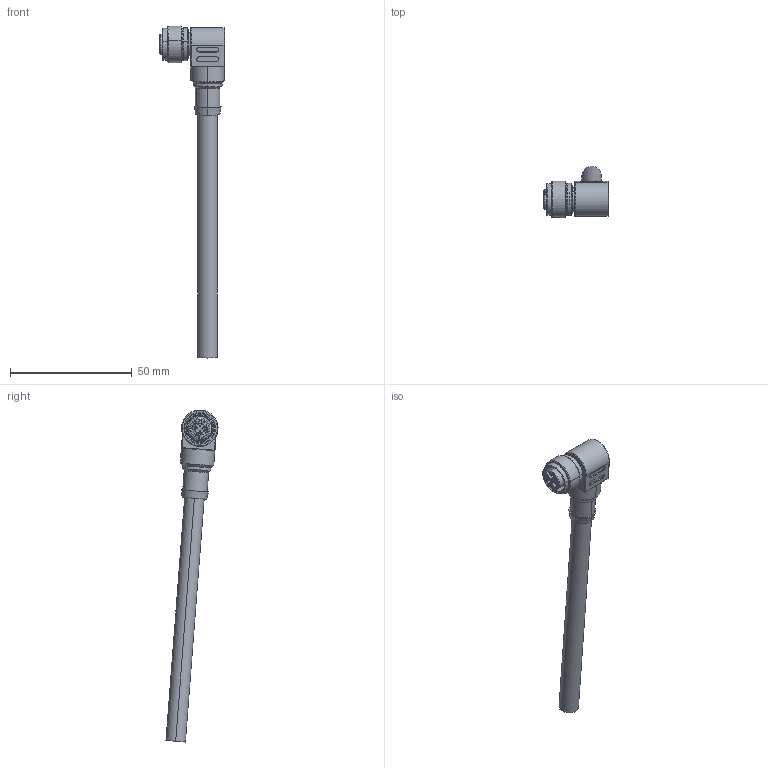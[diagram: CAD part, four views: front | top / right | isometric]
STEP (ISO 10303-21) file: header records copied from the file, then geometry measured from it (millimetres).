
FILE_DESCRIPTION((''),'2;1');
FILE_NAME('ELK3-M-P00_ASM','2019-03-26T',('xin.jin'),(''),'PRO/ENGINEER BY PARAMETRIC TECHNOLOGY CORPORATION, 2012060','PRO/ENGINEER BY PARAMETRIC TECHNOLOGY CORPORATION, 2012060','');
FILE_SCHEMA(('AUTOMOTIVE_DESIGN { 1 0 10303 214 1 1 1 1 }'));
Length unit declared in the file: millimetre
Products named in the file (1): ELK3-M-P00_ASM
Bounding box: 26.68 x 21.37 x 136.25 mm (x, y, z)
Volume: 10562.1 mm3; surface area: 6784.7 mm2
Topology: 4 solids, 5 shells, 551 faces, 1516 edges, 1005 vertices
Faces by surface type: cylinder 277, plane 212, cone 26, extrusion 20, torus 12, sphere 4
Entity records: 18758 total; most frequent: CARTESIAN_POINT 4133, DIRECTION 3207, ORIENTED_EDGE 3018, EDGE_CURVE 1512, AXIS2_PLACEMENT_3D 1223, VERTEX_POINT 1005, VECTOR 761, LINE 741
